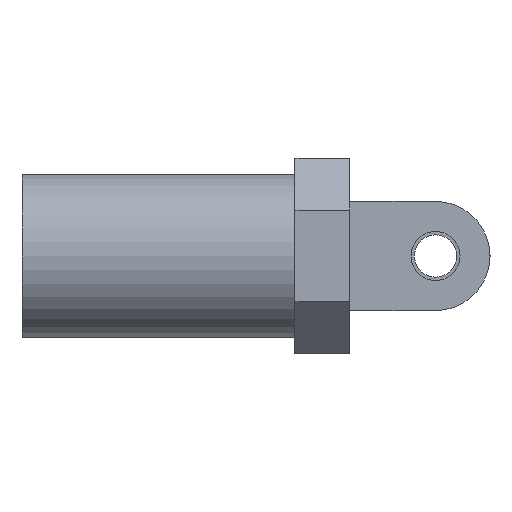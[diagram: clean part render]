
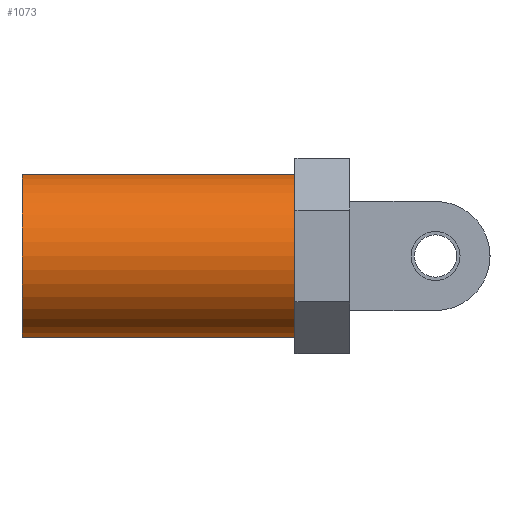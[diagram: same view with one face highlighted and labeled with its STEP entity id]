
A CAD part, left-side view. The second image highlights one B-rep face of the part: STEP entity #1073.
In plain terms, the highlighted cylindrical face has radius 4.76 mm (diameter 9.52 mm), a full revolution.
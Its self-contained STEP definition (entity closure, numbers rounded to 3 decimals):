
#21=CYLINDRICAL_SURFACE('',#1133,4.76);
#35=CIRCLE('',#1119,4.76);
#38=CIRCLE('',#1122,4.76);
#47=CIRCLE('',#1134,4.76);
#48=CIRCLE('',#1135,4.76);
#119=ORIENTED_EDGE('',*,*,#342,.T.);
#120=ORIENTED_EDGE('',*,*,#343,.F.);
#121=ORIENTED_EDGE('',*,*,#344,.T.);
#122=ORIENTED_EDGE('',*,*,#305,.F.);
#123=ORIENTED_EDGE('',*,*,#297,.F.);
#124=ORIENTED_EDGE('',*,*,#345,.F.);
#297=EDGE_CURVE('',#409,#410,#35,.T.);
#305=EDGE_CURVE('',#410,#417,#38,.T.);
#342=EDGE_CURVE('',#453,#453,#47,.T.);
#343=EDGE_CURVE('',#454,#455,#48,.F.);
#344=EDGE_CURVE('',#454,#417,#517,.T.);
#345=EDGE_CURVE('',#455,#409,#518,.T.);
#409=VERTEX_POINT('',#1435);
#410=VERTEX_POINT('',#1437);
#417=VERTEX_POINT('',#1452);
#453=VERTEX_POINT('',#1528);
#454=VERTEX_POINT('',#1530);
#455=VERTEX_POINT('',#1531);
#517=LINE('',#1532,#602);
#518=LINE('',#1533,#603);
#602=VECTOR('',#1270,1000.);
#603=VECTOR('',#1271,1000.);
#651=EDGE_LOOP('',(#119));
#652=EDGE_LOOP('',(#120,#121,#122,#123,#124));
#706=FACE_BOUND('',#651,.T.);
#707=FACE_BOUND('',#652,.T.);
#1073=ADVANCED_FACE('',(#706,#707),#21,.T.);
#1119=AXIS2_PLACEMENT_3D('',#1436,#1203,#1204);
#1122=AXIS2_PLACEMENT_3D('',#1451,#1214,#1215);
#1133=AXIS2_PLACEMENT_3D('',#1526,#1264,#1265);
#1134=AXIS2_PLACEMENT_3D('',#1527,#1266,#1267);
#1135=AXIS2_PLACEMENT_3D('',#1529,#1268,#1269);
#1203=DIRECTION('',(0.,-1.,0.));
#1204=DIRECTION('',(1.,0.,0.));
#1214=DIRECTION('',(0.,-1.,0.));
#1215=DIRECTION('',(1.,0.,0.));
#1264=DIRECTION('',(0.,-1.,0.));
#1265=DIRECTION('',(0.,0.,-1.));
#1266=DIRECTION('',(0.,-1.,0.));
#1267=DIRECTION('',(1.,0.,0.));
#1268=DIRECTION('',(0.,1.,0.));
#1269=DIRECTION('',(0.,0.,1.));
#1270=DIRECTION('',(0.,-1.,0.));
#1271=DIRECTION('',(0.,-1.,0.));
#1435=CARTESIAN_POINT('',(0.,1.588,4.76));
#1436=CARTESIAN_POINT('',(0.,1.588,0.));
#1437=CARTESIAN_POINT('',(-4.76,1.588,0.));
#1451=CARTESIAN_POINT('',(0.,1.588,0.));
#1452=CARTESIAN_POINT('',(0.,1.588,-4.76));
#1526=CARTESIAN_POINT('',(0.,17.468,0.));
#1527=CARTESIAN_POINT('',(0.,17.468,0.));
#1528=CARTESIAN_POINT('',(4.76,17.468,0.));
#1529=CARTESIAN_POINT('',(0.,14.468,0.));
#1530=CARTESIAN_POINT('',(0.,14.468,-4.76));
#1531=CARTESIAN_POINT('',(0.,14.468,4.76));
#1532=CARTESIAN_POINT('',(0.,14.468,-4.76));
#1533=CARTESIAN_POINT('',(0.,14.468,4.76));
